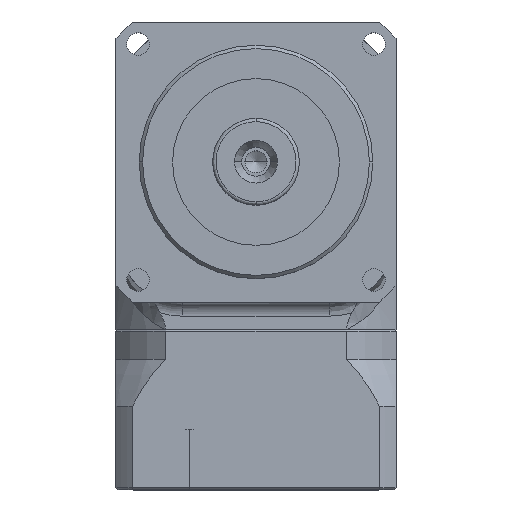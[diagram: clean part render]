
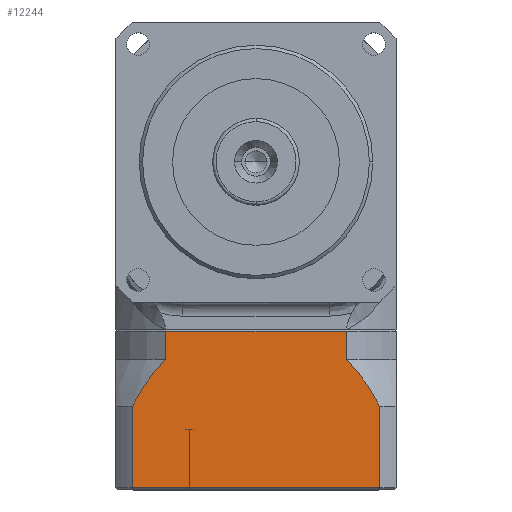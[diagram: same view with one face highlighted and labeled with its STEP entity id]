
A CAD part, top view. The second image highlights one B-rep face of the part: STEP entity #12244.
In plain terms, the highlighted planar face has unit normal (0, 0, 1).
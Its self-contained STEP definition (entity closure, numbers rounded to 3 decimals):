
#639 = DIRECTION ( 'NONE',  ( 0., 1., 0. ) ) ;
#799 = VECTOR ( 'NONE', #15612, 1000. ) ;
#992 = B_SPLINE_CURVE_WITH_KNOTS ( 'NONE', 3,
 ( #8605, #11734, #16123, #2684, #5645, #13226 ),
 .UNSPECIFIED., .F., .F.,
 ( 4, 2, 4 ),
 ( 0., 0.004, 0.009 ),
 .UNSPECIFIED. ) ;
#1209 = FACE_OUTER_BOUND ( 'NONE', #5020, .T. ) ;
#1344 = VERTEX_POINT ( 'NONE', #4309 ) ;
#1636 = CARTESIAN_POINT ( 'NONE',  ( 13.565, 23.7, 21. ) ) ;
#1744 = ORIENTED_EDGE ( 'NONE', *, *, #11137, .F. ) ;
#2023 = VECTOR ( 'NONE', #14309, 1000. ) ;
#2380 = CARTESIAN_POINT ( 'NONE',  ( 21., 23.7, 21. ) ) ;
#2569 = VERTEX_POINT ( 'NONE', #9116 ) ;
#2684 = CARTESIAN_POINT ( 'NONE',  ( 15.515, 17.378, 21. ) ) ;
#2743 = CARTESIAN_POINT ( 'NONE',  ( 18.52, 23.735, 21. ) ) ;
#2955 = LINE ( 'NONE', #2380, #2023 ) ;
#3103 = VERTEX_POINT ( 'NONE', #11750 ) ;
#3618 = VECTOR ( 'NONE', #7222, 1000. ) ;
#3839 = CARTESIAN_POINT ( 'NONE',  ( -18.52, 0., 21. ) ) ;
#4084 = CARTESIAN_POINT ( 'NONE',  ( -14.595, 18.478, 21. ) ) ;
#4309 = CARTESIAN_POINT ( 'NONE',  ( -18.52, 12.5, 21. ) ) ;
#4703 = VERTEX_POINT ( 'NONE', #12009 ) ;
#5020 = EDGE_LOOP ( 'NONE', ( #6533, #7995, #9465, #1744, #17225, #18826, #7811, #14239 ) ) ;
#5122 = CARTESIAN_POINT ( 'NONE',  ( 21., 0.3, 21. ) ) ;
#5313 = PLANE ( 'NONE',  #8648 ) ;
#5435 = CARTESIAN_POINT ( 'NONE',  ( 21., 0., 21. ) ) ;
#5574 = DIRECTION ( 'NONE',  ( 1., 0., 0. ) ) ;
#5645 = CARTESIAN_POINT ( 'NONE',  ( 14.595, 18.478, 21. ) ) ;
#5662 = CARTESIAN_POINT ( 'NONE',  ( -18.52, 12.5, 21. ) ) ;
#5703 = EDGE_CURVE ( 'NONE', #1344, #10841, #6576, .T. ) ;
#5985 = CARTESIAN_POINT ( 'NONE',  ( -13.565, 19.5, 21. ) ) ;
#6533 = ORIENTED_EDGE ( 'NONE', *, *, #10359, .T. ) ;
#6576 = LINE ( 'NONE', #3839, #17569 ) ;
#6960 = LINE ( 'NONE', #2743, #19380 ) ;
#7021 = CARTESIAN_POINT ( 'NONE',  ( -17.163, 15.042, 21. ) ) ;
#7222 = DIRECTION ( 'NONE',  ( 0., -1., 0. ) ) ;
#7362 = EDGE_CURVE ( 'NONE', #9264, #1344, #9385, .T. ) ;
#7804 = EDGE_CURVE ( 'NONE', #4703, #12043, #8861, .T. ) ;
#7811 = ORIENTED_EDGE ( 'NONE', *, *, #7804, .T. ) ;
#7930 = EDGE_CURVE ( 'NONE', #2569, #12924, #6960, .T. ) ;
#7995 = ORIENTED_EDGE ( 'NONE', *, *, #7362, .T. ) ;
#8605 = CARTESIAN_POINT ( 'NONE',  ( 18.52, 12.5, 21. ) ) ;
#8648 = AXIS2_PLACEMENT_3D ( 'NONE', #5435, #18922, #5574 ) ;
#8668 = EDGE_CURVE ( 'NONE', #12043, #3103, #2955, .T. ) ;
#8861 = LINE ( 'NONE', #9800, #10748 ) ;
#9116 = CARTESIAN_POINT ( 'NONE',  ( 18.52, 12.5, 21. ) ) ;
#9243 = LINE ( 'NONE', #5122, #799 ) ;
#9264 = VERTEX_POINT ( 'NONE', #5985 ) ;
#9385 = B_SPLINE_CURVE_WITH_KNOTS ( 'NONE', 3,
 ( #19076, #4084, #10061, #7021, #14557, #5662 ),
 .UNSPECIFIED., .F., .F.,
 ( 4, 2, 4 ),
 ( 0., 0.004, 0.009 ),
 .UNSPECIFIED. ) ;
#9465 = ORIENTED_EDGE ( 'NONE', *, *, #5703, .T. ) ;
#9800 = CARTESIAN_POINT ( 'NONE',  ( 13.565, 0., 21. ) ) ;
#10061 = CARTESIAN_POINT ( 'NONE',  ( -15.515, 17.378, 21. ) ) ;
#10359 = EDGE_CURVE ( 'NONE', #3103, #9264, #11588, .T. ) ;
#10748 = VECTOR ( 'NONE', #639, 1000. ) ;
#10841 = VERTEX_POINT ( 'NONE', #17970 ) ;
#11137 = EDGE_CURVE ( 'NONE', #12924, #10841, #9243, .T. ) ;
#11588 = LINE ( 'NONE', #16267, #3618 ) ;
#11734 = CARTESIAN_POINT ( 'NONE',  ( 17.889, 13.805, 21. ) ) ;
#11750 = CARTESIAN_POINT ( 'NONE',  ( -13.565, 23.7, 21. ) ) ;
#12009 = CARTESIAN_POINT ( 'NONE',  ( 13.565, 19.5, 21. ) ) ;
#12043 = VERTEX_POINT ( 'NONE', #1636 ) ;
#12244 = ADVANCED_FACE ( 'NONE', ( #1209 ), #5313, .T. ) ;
#12924 = VERTEX_POINT ( 'NONE', #16394 ) ;
#13215 = DIRECTION ( 'NONE',  ( 0., -1., 0. ) ) ;
#13226 = CARTESIAN_POINT ( 'NONE',  ( 13.565, 19.5, 21. ) ) ;
#14239 = ORIENTED_EDGE ( 'NONE', *, *, #8668, .T. ) ;
#14309 = DIRECTION ( 'NONE',  ( -1., 0., 0. ) ) ;
#14381 = EDGE_CURVE ( 'NONE', #2569, #4703, #992, .T. ) ;
#14557 = CARTESIAN_POINT ( 'NONE',  ( -17.889, 13.805, 21. ) ) ;
#15612 = DIRECTION ( 'NONE',  ( -1., 0., 0. ) ) ;
#16123 = CARTESIAN_POINT ( 'NONE',  ( 17.163, 15.042, 21. ) ) ;
#16267 = CARTESIAN_POINT ( 'NONE',  ( -13.565, 0., 21. ) ) ;
#16394 = CARTESIAN_POINT ( 'NONE',  ( 18.52, 0.3, 21. ) ) ;
#17225 = ORIENTED_EDGE ( 'NONE', *, *, #7930, .F. ) ;
#17282 = DIRECTION ( 'NONE',  ( 0., -1., 0. ) ) ;
#17569 = VECTOR ( 'NONE', #17282, 1000. ) ;
#17970 = CARTESIAN_POINT ( 'NONE',  ( -18.52, 0.3, 21. ) ) ;
#18826 = ORIENTED_EDGE ( 'NONE', *, *, #14381, .T. ) ;
#18922 = DIRECTION ( 'NONE',  ( 0., 0., 1. ) ) ;
#19076 = CARTESIAN_POINT ( 'NONE',  ( -13.565, 19.5, 21. ) ) ;
#19380 = VECTOR ( 'NONE', #13215, 1000. ) ;
